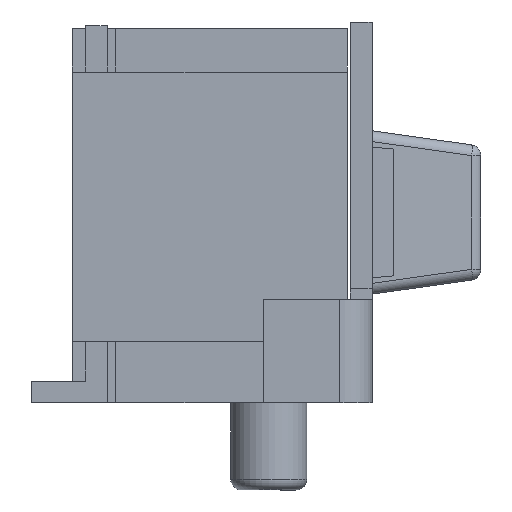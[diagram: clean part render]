
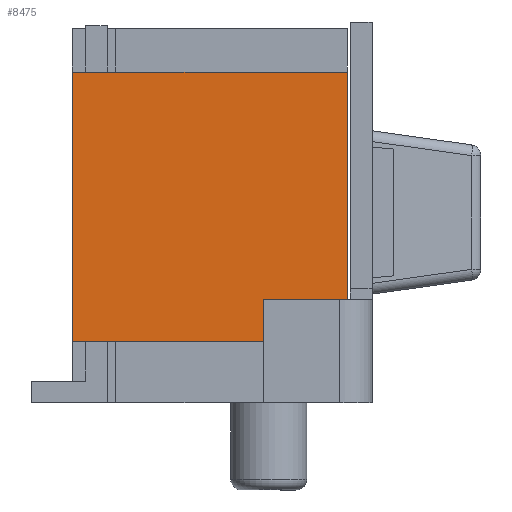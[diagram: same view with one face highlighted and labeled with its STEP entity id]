
A CAD part, left-side view. The second image highlights one B-rep face of the part: STEP entity #8475.
In plain terms, the highlighted planar face has unit normal (-1, 0, 0).
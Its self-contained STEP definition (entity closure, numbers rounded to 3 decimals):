
#110 = CARTESIAN_POINT ( 'NONE',  ( -2.821, 1.532, 0.848 ) ) ;
#909 = CARTESIAN_POINT ( 'NONE',  ( -2.821, 1.932, 1.248 ) ) ;
#1289 = DIRECTION ( 'NONE',  ( 0., 1., 0. ) ) ;
#1575 = DIRECTION ( 'NONE',  ( 0., 1., 0. ) ) ;
#1652 = DIRECTION ( 'NONE',  ( 1., 0., 0. ) ) ;
#1838 = VECTOR ( 'NONE', #7312, 1000. ) ;
#2302 = EDGE_CURVE ( 'NONE', #2936, #9346, #11490, .T. ) ;
#2936 = VERTEX_POINT ( 'NONE', #6276 ) ;
#3021 = EDGE_CURVE ( 'NONE', #9346, #4375, #6870, .T. ) ;
#3144 = EDGE_LOOP ( 'NONE', ( #7655, #13407, #15011, #10052, #15473 ) ) ;
#3375 = CARTESIAN_POINT ( 'NONE',  ( -2.821, 1.932, -1.628 ) ) ;
#3397 = VECTOR ( 'NONE', #7604, 1000. ) ;
#3901 = DIRECTION ( 'NONE',  ( 0., 1., 0. ) ) ;
#4375 = VERTEX_POINT ( 'NONE', #3375 ) ;
#5145 = LINE ( 'NONE', #110, #12020 ) ;
#5804 = VERTEX_POINT ( 'NONE', #14725 ) ;
#6276 = CARTESIAN_POINT ( 'NONE',  ( -2.821, -0.593, 0.848 ) ) ;
#6870 = LINE ( 'NONE', #14066, #15468 ) ;
#7273 = AXIS2_PLACEMENT_3D ( 'NONE', #12729, #1652, #3901 ) ;
#7312 = DIRECTION ( 'NONE',  ( 0., 0., -1. ) ) ;
#7604 = DIRECTION ( 'NONE',  ( 0., 0., -1. ) ) ;
#7655 = ORIENTED_EDGE ( 'NONE', *, *, #14412, .T. ) ;
#7842 = DIRECTION ( 'NONE',  ( 0., 1., 0. ) ) ;
#8475 = ADVANCED_FACE ( 'NONE', ( #9994 ), #12396, .F. ) ;
#9346 = VERTEX_POINT ( 'NONE', #10242 ) ;
#9828 = EDGE_CURVE ( 'NONE', #12196, #5804, #5145, .T. ) ;
#9994 = FACE_OUTER_BOUND ( 'NONE', #3144, .T. ) ;
#10052 = ORIENTED_EDGE ( 'NONE', *, *, #3021, .F. ) ;
#10242 = CARTESIAN_POINT ( 'NONE',  ( -2.821, -0.593, -1.628 ) ) ;
#10416 = CARTESIAN_POINT ( 'NONE',  ( -2.821, 1.532, 0.848 ) ) ;
#10470 = LINE ( 'NONE', #14199, #12941 ) ;
#11490 = LINE ( 'NONE', #15280, #3397 ) ;
#12020 = VECTOR ( 'NONE', #7842, 1000. ) ;
#12196 = VERTEX_POINT ( 'NONE', #10416 ) ;
#12396 = PLANE ( 'NONE',  #7273 ) ;
#12426 = LINE ( 'NONE', #909, #1838 ) ;
#12729 = CARTESIAN_POINT ( 'NONE',  ( -2.821, 1.532, 1.248 ) ) ;
#12941 = VECTOR ( 'NONE', #1289, 1000. ) ;
#13407 = ORIENTED_EDGE ( 'NONE', *, *, #9828, .T. ) ;
#14066 = CARTESIAN_POINT ( 'NONE',  ( -2.821, -1.823, -1.628 ) ) ;
#14199 = CARTESIAN_POINT ( 'NONE',  ( -2.821, -1.823, 0.848 ) ) ;
#14412 = EDGE_CURVE ( 'NONE', #2936, #12196, #10470, .T. ) ;
#14725 = CARTESIAN_POINT ( 'NONE',  ( -2.821, 1.932, 0.848 ) ) ;
#15011 = ORIENTED_EDGE ( 'NONE', *, *, #15651, .T. ) ;
#15280 = CARTESIAN_POINT ( 'NONE',  ( -2.821, -0.593, -1.628 ) ) ;
#15468 = VECTOR ( 'NONE', #1575, 1000. ) ;
#15473 = ORIENTED_EDGE ( 'NONE', *, *, #2302, .F. ) ;
#15651 = EDGE_CURVE ( 'NONE', #5804, #4375, #12426, .T. ) ;
